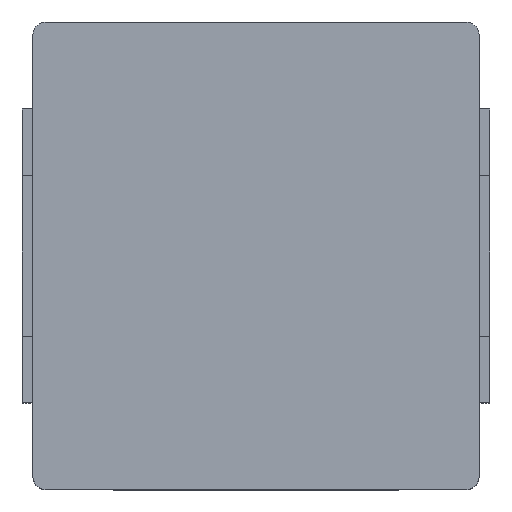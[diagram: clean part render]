
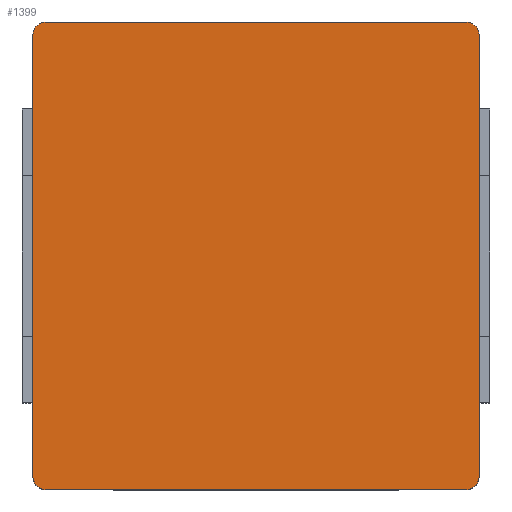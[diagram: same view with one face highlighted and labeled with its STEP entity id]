
A CAD part, top view. The second image highlights one B-rep face of the part: STEP entity #1399.
In plain terms, the highlighted planar face has unit normal (0, 0, 1).
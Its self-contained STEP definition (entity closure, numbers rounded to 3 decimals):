
#348 = ORIENTED_EDGE ( 'NONE', *, *, #2416, .T. ) ;
#561 = CARTESIAN_POINT ( 'NONE',  ( 7.85, 8.75, 6.8 ) ) ;
#1092 = CIRCLE ( 'NONE', #13722, 0.5 ) ;
#1095 = DIRECTION ( 'NONE',  ( 1., 0., 0. ) ) ;
#1399 = ADVANCED_FACE ( 'NONE', ( #6195 ), #7530, .T. ) ;
#1624 = CIRCLE ( 'NONE', #9172, 0.5 ) ;
#1852 = DIRECTION ( 'NONE',  ( 1., 0., 0. ) ) ;
#1966 = DIRECTION ( 'NONE',  ( 1., 0., 0. ) ) ;
#2406 = EDGE_CURVE ( 'NONE', #13494, #5811, #9418, .T. ) ;
#2416 = EDGE_CURVE ( 'NONE', #14865, #6486, #3187, .T. ) ;
#2805 = DIRECTION ( 'NONE',  ( 0., 0., 1. ) ) ;
#2947 = CARTESIAN_POINT ( 'NONE',  ( -7.85, -8.25, 6.8 ) ) ;
#3029 = VERTEX_POINT ( 'NONE', #15925 ) ;
#3187 = LINE ( 'NONE', #11045, #15416 ) ;
#3844 = CARTESIAN_POINT ( 'NONE',  ( 8.35, 8.25, 6.8 ) ) ;
#4066 = VECTOR ( 'NONE', #6958, 1000. ) ;
#4136 = AXIS2_PLACEMENT_3D ( 'NONE', #12058, #11981, #1852 ) ;
#4389 = DIRECTION ( 'NONE',  ( 0., 0., 1. ) ) ;
#4931 = ORIENTED_EDGE ( 'NONE', *, *, #2406, .T. ) ;
#5245 = VERTEX_POINT ( 'NONE', #8076 ) ;
#5765 = CARTESIAN_POINT ( 'NONE',  ( -8.35, 8.75, 6.8 ) ) ;
#5811 = VERTEX_POINT ( 'NONE', #10547 ) ;
#5850 = EDGE_CURVE ( 'NONE', #3029, #5245, #16093, .T. ) ;
#5964 = DIRECTION ( 'NONE',  ( -1., 0., 0. ) ) ;
#6016 = CARTESIAN_POINT ( 'NONE',  ( 8.35, 8.75, 6.8 ) ) ;
#6195 = FACE_OUTER_BOUND ( 'NONE', #14023, .T. ) ;
#6196 = ORIENTED_EDGE ( 'NONE', *, *, #7192, .T. ) ;
#6486 = VERTEX_POINT ( 'NONE', #11646 ) ;
#6638 = EDGE_CURVE ( 'NONE', #9951, #14414, #16015, .T. ) ;
#6958 = DIRECTION ( 'NONE',  ( 0., 1., 0. ) ) ;
#7143 = DIRECTION ( 'NONE',  ( 1., 0., 0. ) ) ;
#7192 = EDGE_CURVE ( 'NONE', #5245, #13494, #1624, .T. ) ;
#7483 = AXIS2_PLACEMENT_3D ( 'NONE', #11458, #12669, #1095 ) ;
#7530 = PLANE ( 'NONE',  #7483 ) ;
#8066 = ORIENTED_EDGE ( 'NONE', *, *, #8598, .T. ) ;
#8076 = CARTESIAN_POINT ( 'NONE',  ( -8.35, -8.25, 6.8 ) ) ;
#8583 = DIRECTION ( 'NONE',  ( 0., 0., 1. ) ) ;
#8598 = EDGE_CURVE ( 'NONE', #6486, #3029, #1092, .T. ) ;
#8776 = EDGE_CURVE ( 'NONE', #5811, #9951, #13461, .T. ) ;
#8808 = ORIENTED_EDGE ( 'NONE', *, *, #5850, .T. ) ;
#9172 = AXIS2_PLACEMENT_3D ( 'NONE', #2947, #4389, #7143 ) ;
#9345 = EDGE_CURVE ( 'NONE', #14414, #14865, #11338, .T. ) ;
#9418 = LINE ( 'NONE', #12015, #13257 ) ;
#9761 = CARTESIAN_POINT ( 'NONE',  ( 7.85, -8.25, 6.8 ) ) ;
#9951 = VERTEX_POINT ( 'NONE', #12619 ) ;
#10336 = ORIENTED_EDGE ( 'NONE', *, *, #6638, .T. ) ;
#10447 = DIRECTION ( 'NONE',  ( 1., 0., 0. ) ) ;
#10547 = CARTESIAN_POINT ( 'NONE',  ( 7.85, -8.75, 6.8 ) ) ;
#10674 = VECTOR ( 'NONE', #10702, 1000. ) ;
#10683 = CARTESIAN_POINT ( 'NONE',  ( -7.85, -8.75, 6.8 ) ) ;
#10702 = DIRECTION ( 'NONE',  ( 0., -1., 0. ) ) ;
#11045 = CARTESIAN_POINT ( 'NONE',  ( -8.35, 8.75, 6.8 ) ) ;
#11338 = CIRCLE ( 'NONE', #4136, 0.5 ) ;
#11458 = CARTESIAN_POINT ( 'NONE',  ( 0., 0., 6.8 ) ) ;
#11646 = CARTESIAN_POINT ( 'NONE',  ( -7.85, 8.75, 6.8 ) ) ;
#11773 = ORIENTED_EDGE ( 'NONE', *, *, #9345, .T. ) ;
#11981 = DIRECTION ( 'NONE',  ( 0., 0., 1. ) ) ;
#12015 = CARTESIAN_POINT ( 'NONE',  ( -8.35, -8.75, 6.8 ) ) ;
#12058 = CARTESIAN_POINT ( 'NONE',  ( 7.85, 8.25, 6.8 ) ) ;
#12619 = CARTESIAN_POINT ( 'NONE',  ( 8.35, -8.25, 6.8 ) ) ;
#12669 = DIRECTION ( 'NONE',  ( 0., 0., 1. ) ) ;
#13257 = VECTOR ( 'NONE', #1966, 1000. ) ;
#13461 = CIRCLE ( 'NONE', #15645, 0.5 ) ;
#13494 = VERTEX_POINT ( 'NONE', #10683 ) ;
#13722 = AXIS2_PLACEMENT_3D ( 'NONE', #16612, #2805, #10447 ) ;
#14023 = EDGE_LOOP ( 'NONE', ( #8808, #6196, #4931, #15074, #10336, #11773, #348, #8066 ) ) ;
#14414 = VERTEX_POINT ( 'NONE', #3844 ) ;
#14865 = VERTEX_POINT ( 'NONE', #561 ) ;
#14885 = DIRECTION ( 'NONE',  ( 1., 0., 0. ) ) ;
#15074 = ORIENTED_EDGE ( 'NONE', *, *, #8776, .T. ) ;
#15416 = VECTOR ( 'NONE', #5964, 1000. ) ;
#15645 = AXIS2_PLACEMENT_3D ( 'NONE', #9761, #8583, #14885 ) ;
#15925 = CARTESIAN_POINT ( 'NONE',  ( -8.35, 8.25, 6.8 ) ) ;
#16015 = LINE ( 'NONE', #6016, #4066 ) ;
#16093 = LINE ( 'NONE', #5765, #10674 ) ;
#16612 = CARTESIAN_POINT ( 'NONE',  ( -7.85, 8.25, 6.8 ) ) ;
